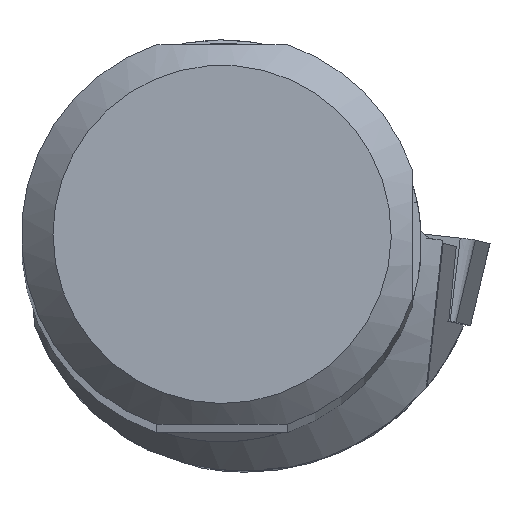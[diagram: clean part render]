
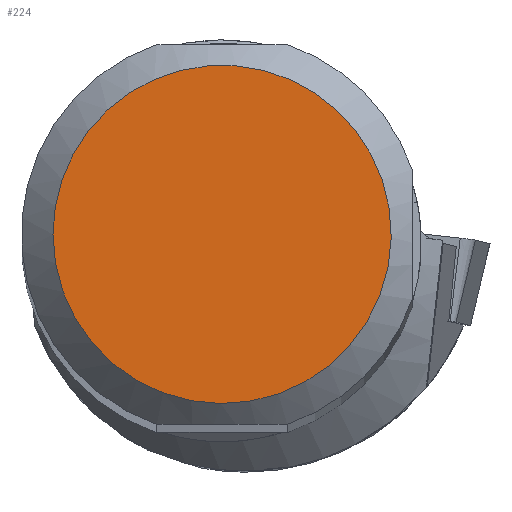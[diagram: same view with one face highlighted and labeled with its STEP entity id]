
A CAD part, top view. The second image highlights one B-rep face of the part: STEP entity #224.
In plain terms, the highlighted planar face has unit normal (0, 0, 1).
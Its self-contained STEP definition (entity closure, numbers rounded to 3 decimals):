
#164=FACE_OUTER_BOUND('',#490,.T.);
#224=ADVANCED_FACE('CU_SU_BP3',(#164),#271,.T.);
#271=PLANE('',#1314);
#490=EDGE_LOOP('',(#689));
#689=ORIENTED_EDGE('',*,*,#1060,.F.);
#932=VERTEX_POINT('',#2149);
#1060=EDGE_CURVE('',#932,#932,#1134,.T.);
#1134=CIRCLE('',#1313,8.016);
#1313=AXIS2_PLACEMENT_3D('',#2148,#1573,#1574);
#1314=AXIS2_PLACEMENT_3D('',#2150,#1575,#1576);
#1573=DIRECTION('',(0.,0.,-1.));
#1574=DIRECTION('',(-1.,0.,0.));
#1575=DIRECTION('',(0.,0.,1.));
#1576=DIRECTION('',(-1.,0.,0.));
#2148=CARTESIAN_POINT('',(0.,0.,0.));
#2149=CARTESIAN_POINT('',(-8.016,0.,0.));
#2150=CARTESIAN_POINT('',(0.,0.,
0.));
